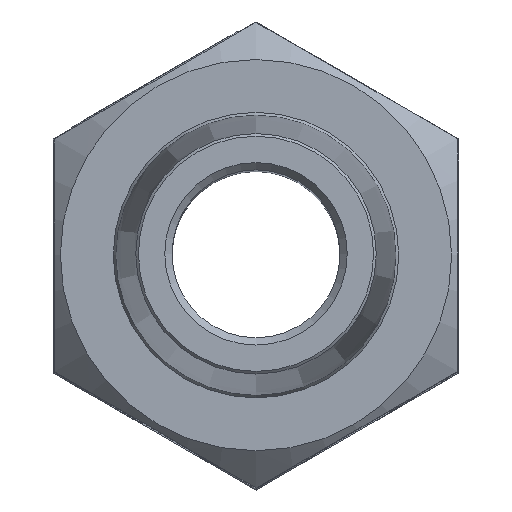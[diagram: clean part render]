
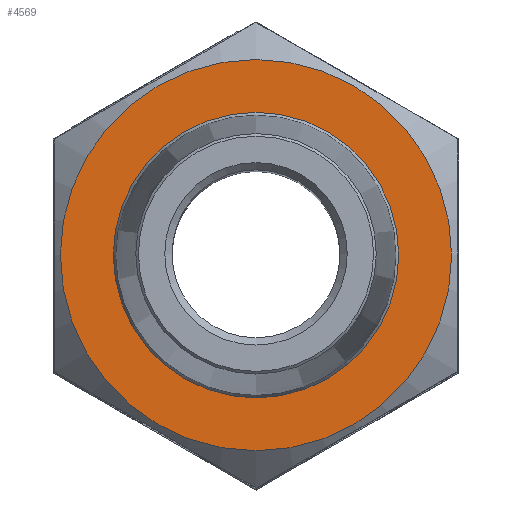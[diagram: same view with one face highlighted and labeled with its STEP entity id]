
A CAD part, top view. The second image highlights one B-rep face of the part: STEP entity #4569.
In plain terms, the highlighted planar face has unit normal (0, 0, 1).
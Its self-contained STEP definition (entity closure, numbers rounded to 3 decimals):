
#135=FACE_BOUND($,#801,.T.);
#151=CIRCLE($,#4725,8.5);
#156=CIRCLE($,#4735,11.647);
#509=FACE_OUTER_BOUND($,#800,.T.);
#800=EDGE_LOOP($,(#4137));
#801=EDGE_LOOP($,(#4138));
#2154=VERTEX_POINT($,#9895);
#2163=VERTEX_POINT($,#9929);
#2775=EDGE_CURVE($,#2154,#2154,#151,.T.);
#2785=EDGE_CURVE($,#2163,#2163,#156,.T.);
#4137=ORIENTED_EDGE($,*,*,#2785,.T.);
#4138=ORIENTED_EDGE($,*,*,#2775,.T.);
#4300=PLANE($,#4790);
#4569=ADVANCED_FACE($,(#509,#135),#4300,.T.);
#4725=AXIS2_PLACEMENT_3D($,#9896,#5485,#5486);
#4735=AXIS2_PLACEMENT_3D($,#9930,#5505,#5506);
#4790=AXIS2_PLACEMENT_3D($,#10142,#5637,#5638);
#5485=DIRECTION('center_axis',(0.,0.,-1.));
#5486=DIRECTION('ref_axis',(0.,-1.,0.));
#5505=DIRECTION('center_axis',(0.,0.,1.));
#5506=DIRECTION('ref_axis',(0.,-1.,0.));
#5637=DIRECTION('center_axis',(0.,0.,1.));
#5638=DIRECTION('ref_axis',(1.,0.,0.));
#9895=CARTESIAN_POINT('',(0.,-8.5,0.));
#9896=CARTESIAN_POINT('Origin',(0.,0.,
0.));
#9929=CARTESIAN_POINT('',(0.,11.647,0.));
#9930=CARTESIAN_POINT('Origin',(0.,0.,
0.));
#10142=CARTESIAN_POINT('Origin',(0.,0.,
0.));
